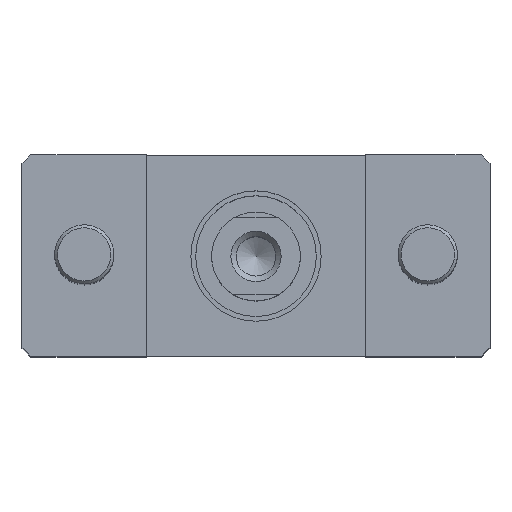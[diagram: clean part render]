
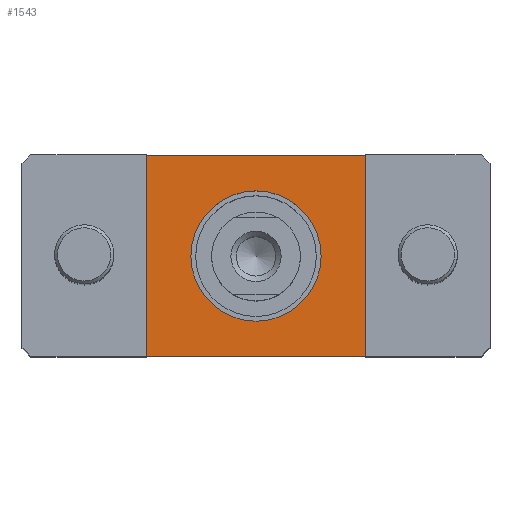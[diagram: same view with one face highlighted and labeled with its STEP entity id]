
A CAD part, top view. The second image highlights one B-rep face of the part: STEP entity #1543.
In plain terms, the highlighted planar face has unit normal (0, 0, 1).
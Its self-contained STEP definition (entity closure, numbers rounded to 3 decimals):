
#114=CIRCLE('',#1691,11.);
#247=ORIENTED_EDGE('',*,*,#597,.T.);
#248=ORIENTED_EDGE('',*,*,#598,.F.);
#249=ORIENTED_EDGE('',*,*,#599,.T.);
#250=ORIENTED_EDGE('',*,*,#587,.F.);
#251=ORIENTED_EDGE('',*,*,#600,.T.);
#587=EDGE_CURVE('',#765,#766,#912,.T.);
#597=EDGE_CURVE('',#772,#772,#114,.T.);
#598=EDGE_CURVE('',#773,#774,#922,.T.);
#599=EDGE_CURVE('',#773,#766,#923,.T.);
#600=EDGE_CURVE('',#765,#774,#924,.T.);
#765=VERTEX_POINT('',#2415);
#766=VERTEX_POINT('',#2417);
#772=VERTEX_POINT('',#2436);
#773=VERTEX_POINT('',#2438);
#774=VERTEX_POINT('',#2439);
#912=LINE('',#2416,#1006);
#922=LINE('',#2437,#1016);
#923=LINE('',#2440,#1017);
#924=LINE('',#2441,#1018);
#1006=VECTOR('',#1928,1000.);
#1016=VECTOR('',#1946,1000.);
#1017=VECTOR('',#1947,1000.);
#1018=VECTOR('',#1948,1000.);
#1101=EDGE_LOOP('',(#247));
#1102=EDGE_LOOP('',(#248,#249,#250,#251));
#1299=FACE_BOUND('',#1101,.T.);
#1300=FACE_BOUND('',#1102,.T.);
#1490=PLANE('',#1690);
#1543=ADVANCED_FACE('',(#1299,#1300),#1490,.T.);
#1690=AXIS2_PLACEMENT_3D('',#2434,#1942,#1943);
#1691=AXIS2_PLACEMENT_3D('',#2435,#1944,#1945);
#1928=DIRECTION('',(1.,0.,0.));
#1942=DIRECTION('',(0.,0.,1.));
#1943=DIRECTION('',(1.,0.,0.));
#1944=DIRECTION('',(0.,0.,-1.));
#1945=DIRECTION('',(1.,0.,0.));
#1946=DIRECTION('',(-1.,0.,0.));
#1947=DIRECTION('',(0.,1.,0.));
#1948=DIRECTION('',(0.,-1.,0.));
#2415=CARTESIAN_POINT('',(-18.5,17.,50.));
#2416=CARTESIAN_POINT('',(-18.5,17.,50.));
#2417=CARTESIAN_POINT('',(18.5,17.,50.));
#2434=CARTESIAN_POINT('',(0.,0.,50.));
#2435=CARTESIAN_POINT('',(0.,0.,50.));
#2436=CARTESIAN_POINT('',(11.,0.,50.));
#2437=CARTESIAN_POINT('',(18.5,-17.,50.));
#2438=CARTESIAN_POINT('',(18.5,-17.,50.));
#2439=CARTESIAN_POINT('',(-18.5,-17.,50.));
#2440=CARTESIAN_POINT('',(18.5,-17.,50.));
#2441=CARTESIAN_POINT('',(-18.5,17.,50.));
